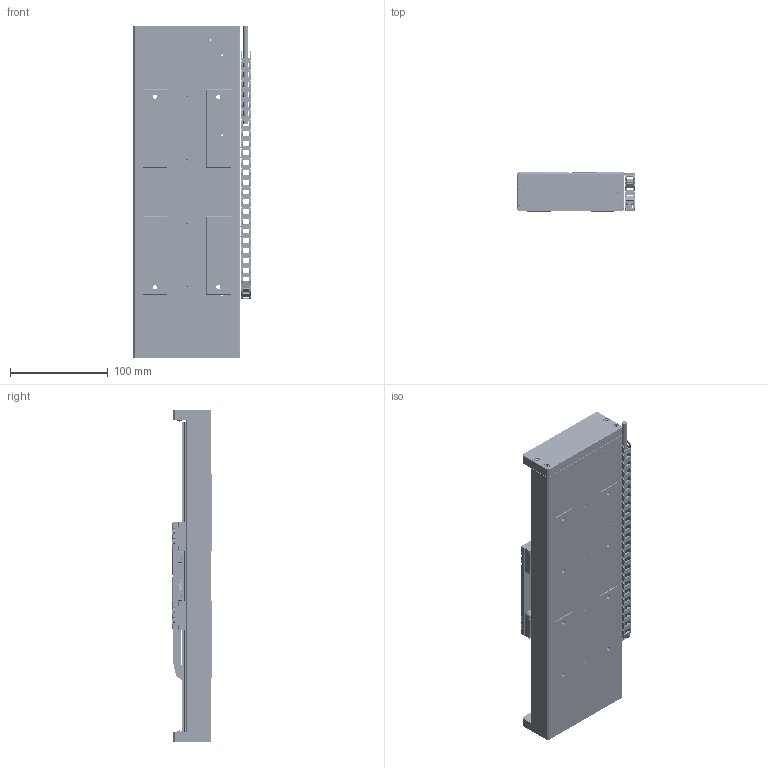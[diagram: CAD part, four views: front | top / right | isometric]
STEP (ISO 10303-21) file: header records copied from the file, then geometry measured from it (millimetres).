
FILE_DESCRIPTION (( 'STEP AP214' ), '1' );
FILE_NAME ('PPS-110-12XXX.STEP', '2023-03-02T22:23:29', ( '' ), ( '' ), 'SwSTEP 2.0', 'SolidWorks 2020', '' );
FILE_SCHEMA (( 'AUTOMOTIVE_DESIGN' ));
Length unit declared in the file: millimetre
Products named in the file (50): PPS-110 Carriage Demo Assembly_2022_Piezo Motor; 54; SCREW, MS-PPH, M-JCIS 1_M1.6 x 0.35 x 3mm; 48; 29; 51; Screw, SHCS-L, M-DIN_M3 x 0.5 x 06mm; 38; 5; 2; 49; 27; 50; 34; 52; Screw, SHCS-S, M-DIN._M3 x 0.5 x 08mm; 42; 33; 41; 30; 4; RubberBall; 40; 1; 3; PPS-110 Base Demo Assembly_2022_200mm Travel Piezo Motor; 31; PPS-110-12XXX; 45; 46; 26; Screw, SHCS-S, M-DIN._M3 x 0.5 x 10mm; 47; 43; 430714 PPS-110, Carriage Cable Cover; 430712 PPS-110, End Plate, Linear Motor; 36; IGUS E3-3 7w 15br_200mm; 130242 Bearing, Slide Rail, PPS-110 (SEBS9B Slide); 53 ...
Assembly tree (119 placements, depth 3):
  PPS-110-12XXX
    PPS-110 Base Demo Assembly_2022_200mm Travel Piezo Motor
      PPS-110, Base, Master Part_200mm Stepper & Piezo
      Screw, SHCS-S, M-DIN._M3 x 0.5 x 08mm  x32
      130242 Bearing, Slide Rail, PPS-110 (SEBS9B Track)_200mm  x2
      RubberBall  x4
      430712 PPS-110, End Plate, Linear Motor  x2
      Screw, SHCS-S, M-DIN._M3 x 0.5 x 10mm  x8
    PPS-110 Carriage Demo Assembly_2022_Piezo Motor
      430715 PPS-110, Carriage, L110, Piezo Motor_Piezo CF spring
      430714 PPS-110, Carriage Cable Cover
      SCREW, MS-PPH, M-JCIS 1_M1.6 x 0.35 x 3mm  x10
      130242 Bearing, Slide Rail, PPS-110 (SEBS9B Slide)  x4
      Screw, SHCS-L, M-DIN_M3 x 0.5 x 06mm  x16
    IGUS E3-3 7w 15br_200mm
      1
      2
      3
      4
      5
      26
      27
      28
      29
      30
      31
      32
      33
      34
      35
      36
      37
      38
      39
      40
      41
      42
      43
      44
      45
      46
      47
      48
      53
      49
      50
      51
      52
      54
    Cable Chain exit cable
Bounding box: 121.45 x 40 x 340 mm (x, y, z)
Volume: 685016.6 mm3; surface area: 237753.7 mm2
Topology: 116 solids, 116 shells, 5363 faces, 13059 edges, 8141 vertices
Faces by surface type: plane 2800, cylinder 1625, torus 508, cone 422, sphere 8
Entity records: 108739 total; most frequent: DIRECTION 15762, CARTESIAN_POINT 15270, ORIENTED_EDGE 14616, EDGE_CURVE 7308, AXIS2_PLACEMENT_3D 5542, VERTEX_POINT 4762, LINE 4678, VECTOR 4678
